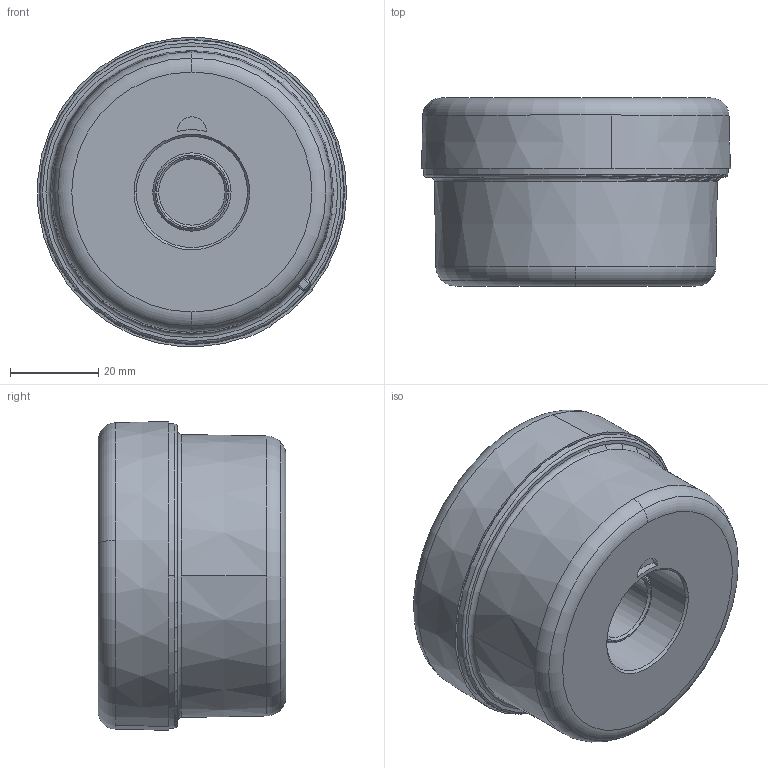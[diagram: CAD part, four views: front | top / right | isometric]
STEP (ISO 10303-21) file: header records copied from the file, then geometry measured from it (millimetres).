
FILE_DESCRIPTION((''),'2;1');
FILE_NAME('64080X00B','2011-11-09T',('dhelisch'),(''),'PRO/ENGINEER BY PARAMETRIC TECHNOLOGY CORPORATION, 2007250','PRO/ENGINEER BY PARAMETRIC TECHNOLOGY CORPORATION, 2007250','');
FILE_SCHEMA(('CONFIG_CONTROL_DESIGN'));
Length unit declared in the file: millimetre
Products named in the file (1): 64080X00B
Bounding box: 69.93 x 42.5 x 69.88 mm (x, y, z)
Volume: 120631.2 mm3; surface area: 29112.8 mm2
Topology: 1 solids, 3 shells, 72 faces, 183 edges, 119 vertices
Faces by surface type: plane 22, cone 21, cylinder 16, torus 11, sphere 2
Entity records: 2894 total; most frequent: CARTESIAN_POINT 445, DIRECTION 416, ORIENTED_EDGE 362, PRESENTATION_STYLE_ASSIGNMENT 182, STYLED_ITEM 182, CURVE_STYLE 181, EDGE_CURVE 181, AXIS2_PLACEMENT_3D 179
